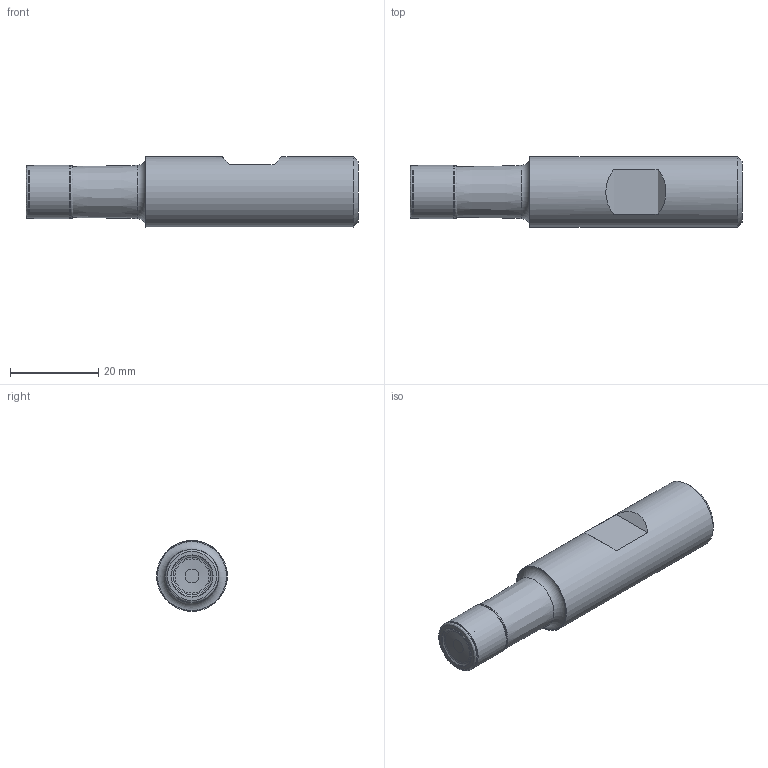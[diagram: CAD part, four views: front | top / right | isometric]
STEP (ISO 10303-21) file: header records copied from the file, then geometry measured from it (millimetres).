
FILE_DESCRIPTION(/* description */ (''),/* implementation_level */ '2;1');
FILE_NAME(/* name */ '12A1R027B16_SAP10D_C_SIM.stp',/* time_stamp */ '2020-01-10T13:33:33+01:00',/* author */ (''),/* organization */ (''),/* preprocessor_version */ 'ST-DEVELOPER v16.7',/* originating_system */ 'SIEMENS PLM Software NX 12.0',/* authorisation */ '');
FILE_SCHEMA (('AUTOMOTIVE_DESIGN { 1 0 10303 214 3 1 1 1 }'));
Length unit declared in the file: millimetre
Products named in the file (1): wq703AA4ECEFvn4f
Bounding box: 75.11 x 16 x 16 mm (x, y, z)
Volume: 12500.9 mm3; surface area: 5140.4 mm2
Topology: 2 solids, 2 shells, 33 faces, 69 edges, 41 vertices
Faces by surface type: revolution 14, plane 8, cone 5, cylinder 5, torus 1
Full cylindrical faces by diameter (mm): 2 x1, 5 x1, 15.6 x1, 16 x1
Entity records: 956 total; most frequent: CARTESIAN_POINT 327, DIRECTION 118, ORIENTED_EDGE 80, EDGE_LOOP 59, FACE_BOUND 52, AXIS2_PLACEMENT_3D 50, EDGE_CURVE 40, VERTEX_POINT 36
